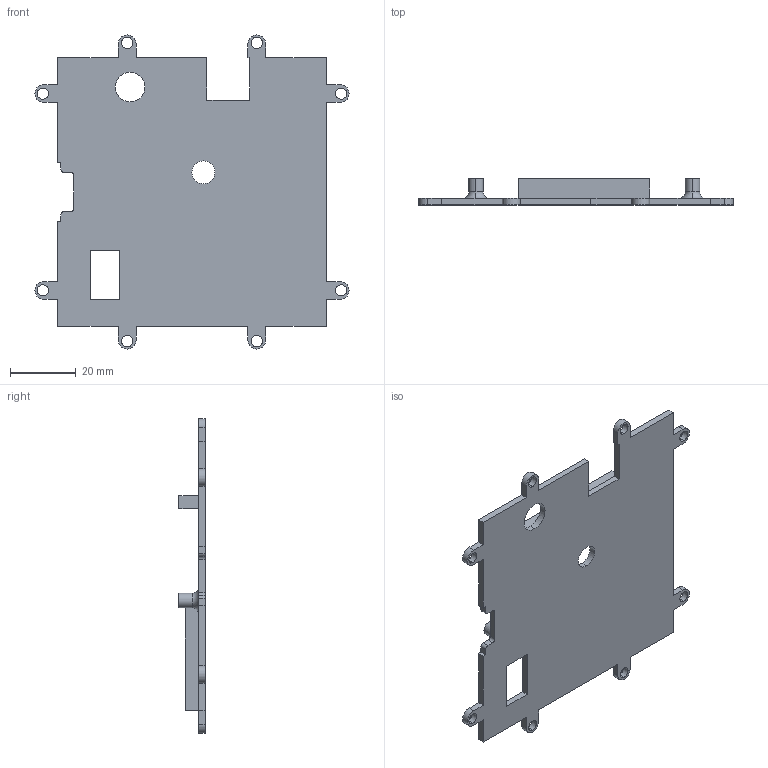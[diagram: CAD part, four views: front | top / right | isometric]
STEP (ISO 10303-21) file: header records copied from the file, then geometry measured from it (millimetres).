
FILE_DESCRIPTION (( 'STEP AP203' ), '1' );
FILE_NAME ('Ñòåíêà òèï3.STEP', '2026-02-07T10:28:23', ( '' ), ( '' ), 'SwSTEP 2.0', 'SolidWorks 2024', '' );
FILE_SCHEMA (( 'CONFIG_CONTROL_DESIGN' ));
Length unit declared in the file: millimetre
Products named in the file (1): Стенка тип3
Bounding box: 95.8 x 8 x 95.8 mm (x, y, z)
Volume: 14669.1 mm3; surface area: 15431.7 mm2
Topology: 1 solids, 1 shells, 119 faces, 318 edges, 210 vertices
Faces by surface type: plane 63, cylinder 50, torus 6
Entity records: 3857 total; most frequent: DIRECTION 670, CARTESIAN_POINT 648, ORIENTED_EDGE 636, EDGE_CURVE 318, AXIS2_PLACEMENT_3D 232, VERTEX_POINT 210, VECTOR 206, LINE 206
